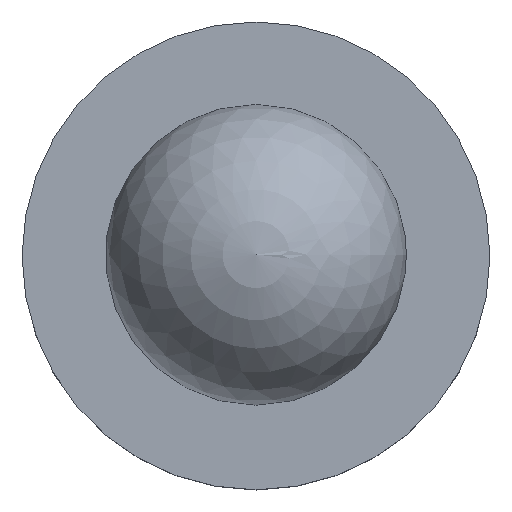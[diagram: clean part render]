
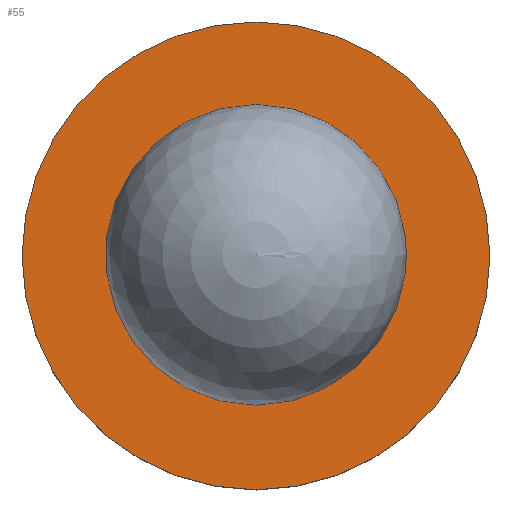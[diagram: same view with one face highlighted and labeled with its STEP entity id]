
A CAD part, top view. The second image highlights one B-rep face of the part: STEP entity #55.
In plain terms, the highlighted planar face has unit normal (0, 0, 1).
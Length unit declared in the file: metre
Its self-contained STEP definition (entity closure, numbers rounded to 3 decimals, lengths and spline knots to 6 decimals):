
#14=PLANE('',#75);
#18=ORIENTED_EDGE('',*,*,#25,.F.);
#19=ORIENTED_EDGE('',*,*,#24,.F.);
#24=EDGE_CURVE('',#28,#28,#32,.T.);
#25=EDGE_CURVE('',#29,#29,#33,.T.);
#28=VERTEX_POINT('',#105);
#29=VERTEX_POINT('',#109);
#32=CIRCLE('',#73,0.0035);
#33=CIRCLE('',#76,0.00175);
#38=EDGE_LOOP('',(#18));
#39=EDGE_LOOP('',(#19));
#46=FACE_BOUND('',#38,.T.);
#47=FACE_BOUND('',#39,.T.);
#55=ADVANCED_FACE('',(#46,#47),#14,.F.);
#73=AXIS2_PLACEMENT_3D('',#104,#86,#87);
#75=AXIS2_PLACEMENT_3D('',#107,#90,#91);
#76=AXIS2_PLACEMENT_3D('',#108,#92,#93);
#86=DIRECTION('',(0.,0.,-1.));
#87=DIRECTION('',(-1.,0.,0.));
#90=DIRECTION('',(0.,0.,-1.));
#91=DIRECTION('',(1.,0.,0.));
#92=DIRECTION('',(0.,0.,1.));
#93=DIRECTION('',(1.,0.,0.));
#104=CARTESIAN_POINT('',(0.,0.,-0.004));
#105=CARTESIAN_POINT('',(-0.0035,0.,-0.004));
#107=CARTESIAN_POINT('',(0.,0.,-0.004));
#108=CARTESIAN_POINT('',(0.,0.,-0.004));
#109=CARTESIAN_POINT('',(0.00175,0.,-0.004));
